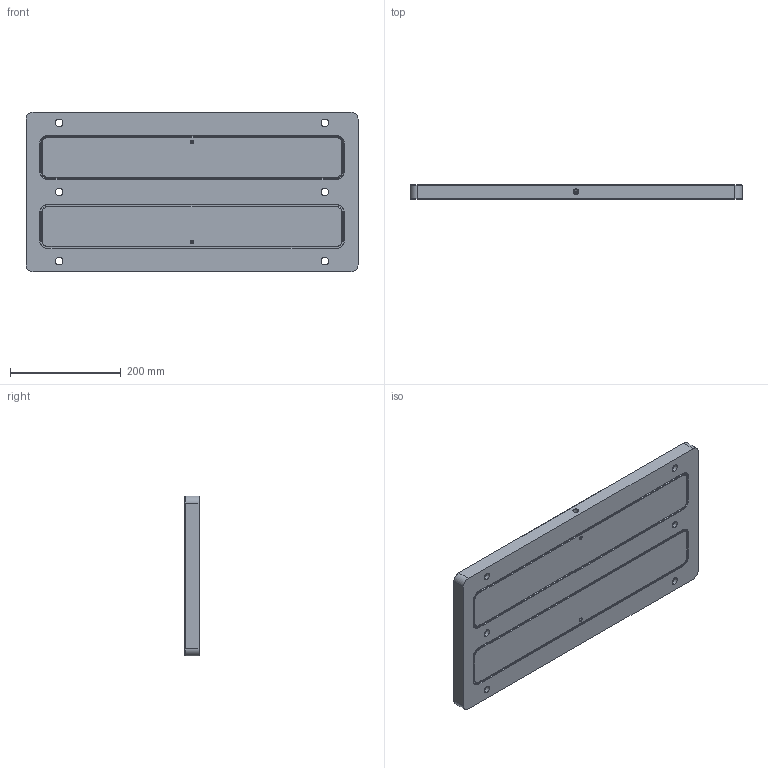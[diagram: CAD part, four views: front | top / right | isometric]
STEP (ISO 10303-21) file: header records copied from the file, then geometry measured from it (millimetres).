
FILE_DESCRIPTION (( 'STEP AP214' ), '1' );
FILE_NAME ('Vacuum_Plate_v2.STEP', '2025-07-21T17:57:46', ( '' ), ( '' ), 'SwSTEP 2.0', 'SolidWorks 2023', '' );
FILE_SCHEMA (( 'AUTOMOTIVE_DESIGN' ));
Length unit declared in the file: inch
Products named in the file (1): Vacuum_Plate_v2
Bounding box: 600.08 x 25.4 x 288.93 mm (x, y, z)
Volume: 4308857.2 mm3; surface area: 420608.1 mm2
Topology: 1 solids, 1 shells, 404 faces, 899 edges, 506 vertices
Faces by surface type: plane 172, cylinder 120, cone 104, torus 8
Entity records: 11120 total; most frequent: DIRECTION 2031, CARTESIAN_POINT 2010, ORIENTED_EDGE 1790, EDGE_CURVE 895, AXIS2_PLACEMENT_3D 747, LINE 537, VECTOR 537, VERTEX_POINT 506
